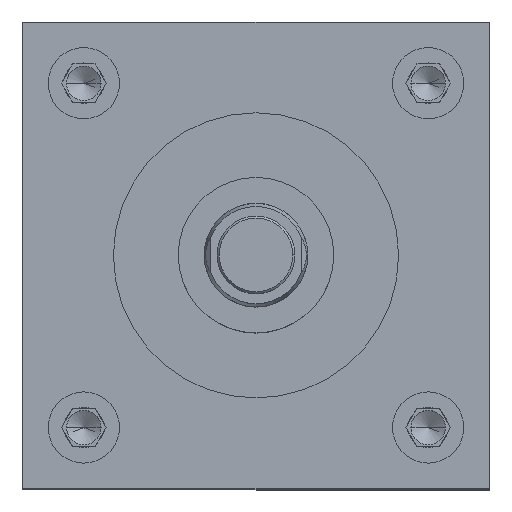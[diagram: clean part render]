
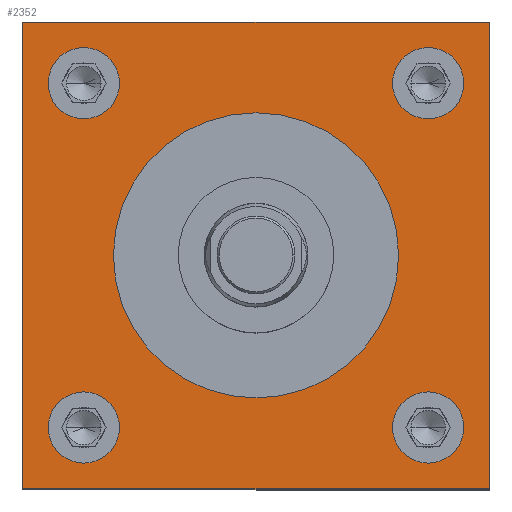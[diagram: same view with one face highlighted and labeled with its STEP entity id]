
A CAD part, top view. The second image highlights one B-rep face of the part: STEP entity #2352.
In plain terms, the highlighted planar face has unit normal (0, 0, 1).
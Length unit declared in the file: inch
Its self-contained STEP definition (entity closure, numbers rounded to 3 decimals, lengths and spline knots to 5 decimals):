
#13 = LINE ( 'NONE', #6415, #2253 ) ;
#29 = VERTEX_POINT ( 'NONE', #298 ) ;
#69 = ORIENTED_EDGE ( 'NONE', *, *, #3251, .F. ) ;
#207 = CARTESIAN_POINT ( 'NONE',  ( -2.25, -2.25, 7.25 ) ) ;
#223 = DIRECTION ( 'NONE',  ( 0., 0., 1. ) ) ;
#275 = DIRECTION ( 'NONE',  ( 0., 0., 1. ) ) ;
#298 = CARTESIAN_POINT ( 'NONE',  ( -1.3165, 1.66, 7.25 ) ) ;
#338 = FACE_BOUND ( 'NONE', #1022, .T. ) ;
#400 = LINE ( 'NONE', #5849, #2828 ) ;
#456 = CIRCLE ( 'NONE', #5414, 0.3435 ) ;
#481 = DIRECTION ( 'NONE',  ( -1., 0., 0. ) ) ;
#512 = CARTESIAN_POINT ( 'NONE',  ( -2.25, 2.25, 7.25 ) ) ;
#527 = VERTEX_POINT ( 'NONE', #512 ) ;
#538 = ORIENTED_EDGE ( 'NONE', *, *, #3965, .F. ) ;
#628 = AXIS2_PLACEMENT_3D ( 'NONE', #2635, #5882, #5923 ) ;
#647 = CARTESIAN_POINT ( 'NONE',  ( -1.3165, -1.66, 7.25 ) ) ;
#669 = CARTESIAN_POINT ( 'NONE',  ( -2.0035, 1.66, 7.25 ) ) ;
#730 = CARTESIAN_POINT ( 'NONE',  ( -1.66, 1.66, 7.25 ) ) ;
#737 = CARTESIAN_POINT ( 'NONE',  ( 1.66, 1.66, 7.25 ) ) ;
#755 = VERTEX_POINT ( 'NONE', #647 ) ;
#756 = EDGE_LOOP ( 'NONE', ( #1137, #7061, #1225, #3008 ) ) ;
#893 = AXIS2_PLACEMENT_3D ( 'NONE', #6245, #6492, #7025 ) ;
#981 = EDGE_CURVE ( 'NONE', #2934, #755, #3112, .T. ) ;
#1022 = EDGE_LOOP ( 'NONE', ( #2075, #4578 ) ) ;
#1128 = CIRCLE ( 'NONE', #3230, 1.375 ) ;
#1137 = ORIENTED_EDGE ( 'NONE', *, *, #6604, .T. ) ;
#1148 = AXIS2_PLACEMENT_3D ( 'NONE', #2879, #6658, #6092 ) ;
#1198 = AXIS2_PLACEMENT_3D ( 'NONE', #5940, #2721, #481 ) ;
#1225 = ORIENTED_EDGE ( 'NONE', *, *, #3246, .T. ) ;
#1287 = DIRECTION ( 'NONE',  ( 1., 0., 0. ) ) ;
#1431 = CARTESIAN_POINT ( 'NONE',  ( 2.25, 2.25, 7.25 ) ) ;
#1523 = CARTESIAN_POINT ( 'NONE',  ( -1.375, 0., 7.25 ) ) ;
#1583 = FACE_BOUND ( 'NONE', #3577, .T. ) ;
#1756 = CARTESIAN_POINT ( 'NONE',  ( -2.25, -2.25, 7.25 ) ) ;
#1816 = VERTEX_POINT ( 'NONE', #3558 ) ;
#1893 = LINE ( 'NONE', #207, #2338 ) ;
#1897 = DIRECTION ( 'NONE',  ( 1., 0., 0. ) ) ;
#1932 = CARTESIAN_POINT ( 'NONE',  ( 0., 0., 7.25 ) ) ;
#1963 = CARTESIAN_POINT ( 'NONE',  ( 1.66, 1.66, 7.25 ) ) ;
#2013 = DIRECTION ( 'NONE',  ( 1., 0., 0. ) ) ;
#2075 = ORIENTED_EDGE ( 'NONE', *, *, #4898, .F. ) ;
#2126 = AXIS2_PLACEMENT_3D ( 'NONE', #2964, #223, #2432 ) ;
#2220 = DIRECTION ( 'NONE',  ( 0., 1., 0. ) ) ;
#2247 = EDGE_CURVE ( 'NONE', #4324, #2848, #4579, .T. ) ;
#2253 = VECTOR ( 'NONE', #2013, 39.37008 ) ;
#2262 = VERTEX_POINT ( 'NONE', #1431 ) ;
#2338 = VECTOR ( 'NONE', #6802, 39.37008 ) ;
#2352 = ADVANCED_FACE ( 'NONE', ( #6362, #338, #4751, #2543, #1583, #3801 ), #5364, .F. ) ;
#2432 = DIRECTION ( 'NONE',  ( 1., 0., 0. ) ) ;
#2435 = ORIENTED_EDGE ( 'NONE', *, *, #2247, .F. ) ;
#2543 = FACE_BOUND ( 'NONE', #2932, .T. ) ;
#2635 = CARTESIAN_POINT ( 'NONE',  ( 1.66, -1.66, 7.25 ) ) ;
#2721 = DIRECTION ( 'NONE',  ( 0., 0., -1. ) ) ;
#2828 = VECTOR ( 'NONE', #2220, 39.37008 ) ;
#2848 = VERTEX_POINT ( 'NONE', #3217 ) ;
#2879 = CARTESIAN_POINT ( 'NONE',  ( -1.66, -1.66, 7.25 ) ) ;
#2923 = VERTEX_POINT ( 'NONE', #669 ) ;
#2932 = EDGE_LOOP ( 'NONE', ( #3102, #538 ) ) ;
#2934 = VERTEX_POINT ( 'NONE', #3867 ) ;
#2964 = CARTESIAN_POINT ( 'NONE',  ( -1.66, 1.66, 7.25 ) ) ;
#2998 = CIRCLE ( 'NONE', #7017, 1.375 ) ;
#3008 = ORIENTED_EDGE ( 'NONE', *, *, #6849, .T. ) ;
#3102 = ORIENTED_EDGE ( 'NONE', *, *, #5899, .F. ) ;
#3112 = CIRCLE ( 'NONE', #893, 0.3435 ) ;
#3146 = EDGE_CURVE ( 'NONE', #6480, #1816, #6960, .T. ) ;
#3171 = DIRECTION ( 'NONE',  ( 0., 0., 1. ) ) ;
#3217 = CARTESIAN_POINT ( 'NONE',  ( 1.3165, -1.66, 7.25 ) ) ;
#3230 = AXIS2_PLACEMENT_3D ( 'NONE', #7107, #7069, #6533 ) ;
#3238 = EDGE_CURVE ( 'NONE', #4218, #7082, #13, .T. ) ;
#3246 = EDGE_CURVE ( 'NONE', #7082, #2262, #400, .T. ) ;
#3251 = EDGE_CURVE ( 'NONE', #2848, #4324, #3519, .T. ) ;
#3519 = CIRCLE ( 'NONE', #628, 0.3435 ) ;
#3558 = CARTESIAN_POINT ( 'NONE',  ( 2.0035, 1.66, 7.25 ) ) ;
#3577 = EDGE_LOOP ( 'NONE', ( #6252, #6973 ) ) ;
#3627 = EDGE_LOOP ( 'NONE', ( #2435, #69 ) ) ;
#3743 = CARTESIAN_POINT ( 'NONE',  ( 1.375, 0., 7.25 ) ) ;
#3801 = FACE_OUTER_BOUND ( 'NONE', #756, .T. ) ;
#3867 = CARTESIAN_POINT ( 'NONE',  ( -2.0035, -1.66, 7.25 ) ) ;
#3922 = DIRECTION ( 'NONE',  ( -1., 0., 0. ) ) ;
#3965 = EDGE_CURVE ( 'NONE', #2923, #29, #4321, .T. ) ;
#4185 = CARTESIAN_POINT ( 'NONE',  ( 2.0035, -1.66, 7.25 ) ) ;
#4218 = VERTEX_POINT ( 'NONE', #1756 ) ;
#4287 = CIRCLE ( 'NONE', #5099, 0.3435 ) ;
#4321 = CIRCLE ( 'NONE', #2126, 0.3435 ) ;
#4324 = VERTEX_POINT ( 'NONE', #4185 ) ;
#4413 = EDGE_CURVE ( 'NONE', #4954, #6792, #2998, .T. ) ;
#4455 = ORIENTED_EDGE ( 'NONE', *, *, #981, .F. ) ;
#4578 = ORIENTED_EDGE ( 'NONE', *, *, #3146, .F. ) ;
#4579 = CIRCLE ( 'NONE', #5497, 0.3435 ) ;
#4588 = DIRECTION ( 'NONE',  ( 1., 0., 0. ) ) ;
#4751 = FACE_BOUND ( 'NONE', #6407, .T. ) ;
#4877 = VECTOR ( 'NONE', #3922, 39.37008 ) ;
#4898 = EDGE_CURVE ( 'NONE', #1816, #6480, #456, .T. ) ;
#4954 = VERTEX_POINT ( 'NONE', #3743 ) ;
#5049 = CARTESIAN_POINT ( 'NONE',  ( -2.25, 2.25, 7.25 ) ) ;
#5099 = AXIS2_PLACEMENT_3D ( 'NONE', #730, #275, #4588 ) ;
#5137 = DIRECTION ( 'NONE',  ( 0., 0., 1. ) ) ;
#5181 = CARTESIAN_POINT ( 'NONE',  ( 1.66, -1.66, 7.25 ) ) ;
#5257 = DIRECTION ( 'NONE',  ( 0., 0., 1. ) ) ;
#5295 = EDGE_CURVE ( 'NONE', #6792, #4954, #1128, .T. ) ;
#5364 = PLANE ( 'NONE',  #1198 ) ;
#5414 = AXIS2_PLACEMENT_3D ( 'NONE', #1963, #3171, #5975 ) ;
#5427 = CARTESIAN_POINT ( 'NONE',  ( 2.25, -2.25, 7.25 ) ) ;
#5497 = AXIS2_PLACEMENT_3D ( 'NONE', #5181, #5257, #1287 ) ;
#5849 = CARTESIAN_POINT ( 'NONE',  ( 2.25, -2.25, 7.25 ) ) ;
#5882 = DIRECTION ( 'NONE',  ( 0., 0., 1. ) ) ;
#5899 = EDGE_CURVE ( 'NONE', #29, #2923, #4287, .T. ) ;
#5923 = DIRECTION ( 'NONE',  ( 1., 0., 0. ) ) ;
#5940 = CARTESIAN_POINT ( 'NONE',  ( -2.25, 2.25, 7.25 ) ) ;
#5975 = DIRECTION ( 'NONE',  ( 1., 0., 0. ) ) ;
#6092 = DIRECTION ( 'NONE',  ( 1., 0., 0. ) ) ;
#6156 = LINE ( 'NONE', #5049, #4877 ) ;
#6166 = CARTESIAN_POINT ( 'NONE',  ( 1.3165, 1.66, 7.25 ) ) ;
#6201 = DIRECTION ( 'NONE',  ( 0., 0., 1. ) ) ;
#6245 = CARTESIAN_POINT ( 'NONE',  ( -1.66, -1.66, 7.25 ) ) ;
#6252 = ORIENTED_EDGE ( 'NONE', *, *, #4413, .F. ) ;
#6308 = DIRECTION ( 'NONE',  ( 1., 0., 0. ) ) ;
#6333 = ORIENTED_EDGE ( 'NONE', *, *, #6389, .F. ) ;
#6358 = CIRCLE ( 'NONE', #1148, 0.3435 ) ;
#6362 = FACE_BOUND ( 'NONE', #3627, .T. ) ;
#6389 = EDGE_CURVE ( 'NONE', #755, #2934, #6358, .T. ) ;
#6407 = EDGE_LOOP ( 'NONE', ( #6333, #4455 ) ) ;
#6415 = CARTESIAN_POINT ( 'NONE',  ( -2.25, -2.25, 7.25 ) ) ;
#6480 = VERTEX_POINT ( 'NONE', #6166 ) ;
#6492 = DIRECTION ( 'NONE',  ( 0., 0., 1. ) ) ;
#6533 = DIRECTION ( 'NONE',  ( 1., 0., 0. ) ) ;
#6604 = EDGE_CURVE ( 'NONE', #527, #4218, #1893, .T. ) ;
#6658 = DIRECTION ( 'NONE',  ( 0., 0., 1. ) ) ;
#6792 = VERTEX_POINT ( 'NONE', #1523 ) ;
#6802 = DIRECTION ( 'NONE',  ( 0., -1., 0. ) ) ;
#6849 = EDGE_CURVE ( 'NONE', #2262, #527, #6156, .T. ) ;
#6960 = CIRCLE ( 'NONE', #6964, 0.3435 ) ;
#6964 = AXIS2_PLACEMENT_3D ( 'NONE', #737, #6201, #1897 ) ;
#6973 = ORIENTED_EDGE ( 'NONE', *, *, #5295, .F. ) ;
#7017 = AXIS2_PLACEMENT_3D ( 'NONE', #1932, #5137, #6308 ) ;
#7025 = DIRECTION ( 'NONE',  ( 1., 0., 0. ) ) ;
#7061 = ORIENTED_EDGE ( 'NONE', *, *, #3238, .T. ) ;
#7069 = DIRECTION ( 'NONE',  ( 0., 0., 1. ) ) ;
#7082 = VERTEX_POINT ( 'NONE', #5427 ) ;
#7107 = CARTESIAN_POINT ( 'NONE',  ( 0., 0., 7.25 ) ) ;
